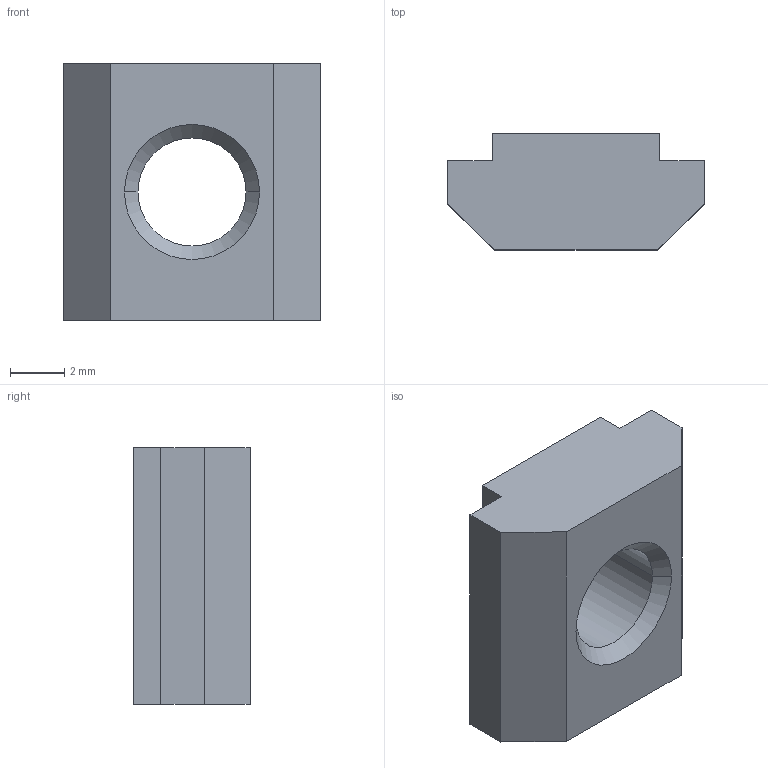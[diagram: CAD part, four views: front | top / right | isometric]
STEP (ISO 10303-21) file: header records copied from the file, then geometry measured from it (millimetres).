
FILE_DESCRIPTION (( 'STEP AP214' ), '1' );
FILE_NAME ('A859 Ñóõàðü ïàçîâûé Ì5, ïàç 6, íåðæ.STEP', '2025-10-27T08:36:07', ( '' ), ( '' ), 'SwSTEP 2.0', 'SolidWorks 2025', '' );
FILE_SCHEMA (( 'AUTOMOTIVE_DESIGN' ));
Length unit declared in the file: millimetre
Products named in the file (1): A859 Сухарь пазовый М5, паз 6, нерж
Bounding box: 9.5 x 4.3 x 9.5 mm (x, y, z)
Volume: 271 mm3; surface area: 334.3 mm2
Topology: 1 solids, 1 shells, 18 faces, 44 edges, 28 vertices
Faces by surface type: plane 12, cone 4, cylinder 2
Entity records: 551 total; most frequent: CARTESIAN_POINT 91, DIRECTION 90, ORIENTED_EDGE 88, EDGE_CURVE 44, LINE 36, VECTOR 36, VERTEX_POINT 28, AXIS2_PLACEMENT_3D 27
